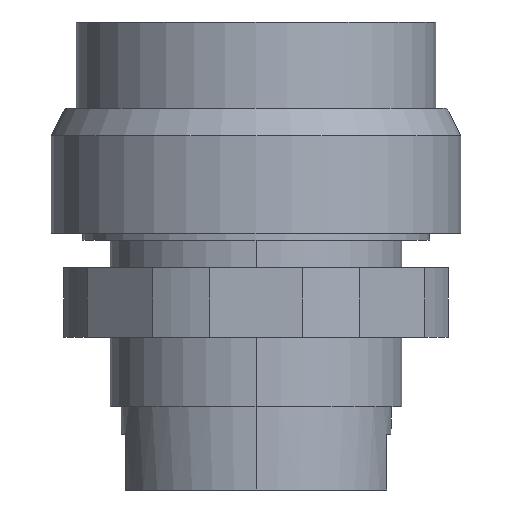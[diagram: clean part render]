
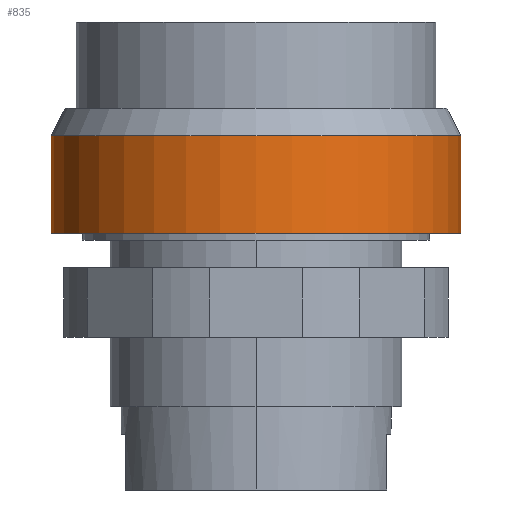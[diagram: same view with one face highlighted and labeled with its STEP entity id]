
A CAD part, front view. The second image highlights one B-rep face of the part: STEP entity #835.
In plain terms, the highlighted cylindrical face has radius 14.75 mm (diameter 29.5 mm), a partial arc.
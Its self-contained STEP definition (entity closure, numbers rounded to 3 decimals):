
#657=CARTESIAN_POINT('',(14.75,-12.25,7.5));
#658=VERTEX_POINT('',#657);
#676=CARTESIAN_POINT('',(-14.75,-12.25,7.5));
#677=VERTEX_POINT('',#676);
#684=CARTESIAN_POINT('',(0.0,-12.25,7.5));
#685=DIRECTION('',(0.0,0.0,1.0));
#686=DIRECTION('',(1.0,0.0,0.0));
#687=AXIS2_PLACEMENT_3D('',#684,#685,#686);
#688=CIRCLE('',#687,14.75);
#689=EDGE_CURVE('',#677,#658,#688,.T.);
#786=CARTESIAN_POINT('',(14.75,-12.25,0.5));
#787=VERTEX_POINT('',#786);
#788=CARTESIAN_POINT('',(14.75,-12.25,0.5));
#789=DIRECTION('',(0.0,0.0,1.0));
#790=VECTOR('',#789,7.0);
#791=LINE('',#788,#790);
#792=EDGE_CURVE('',#787,#658,#791,.T.);
#811=CARTESIAN_POINT('',(0.0,-12.25,0.5));
#812=DIRECTION('',(0.0,0.,1.0));
#813=DIRECTION('',(1.0,0.0,0.0));
#814=AXIS2_PLACEMENT_3D('',#811,#812,#813);
#815=CYLINDRICAL_SURFACE('',#814,14.75);
#816=ORIENTED_EDGE('',*,*,#689,.F.);
#817=CARTESIAN_POINT('',(-14.75,-12.25,0.5));
#818=VERTEX_POINT('',#817);
#819=CARTESIAN_POINT('',(-14.75,-12.25,0.5));
#820=DIRECTION('',(0.0,0.0,1.0));
#821=VECTOR('',#820,7.0);
#822=LINE('',#819,#821);
#823=EDGE_CURVE('',#818,#677,#822,.T.);
#824=ORIENTED_EDGE('',*,*,#823,.F.);
#825=CARTESIAN_POINT('',(0.0,-12.25,0.5));
#826=DIRECTION('',(0.0,0.0,-1.0));
#827=DIRECTION('',(1.0,0.0,0.0));
#828=AXIS2_PLACEMENT_3D('',#825,#826,#827);
#829=CIRCLE('',#828,14.75);
#830=EDGE_CURVE('',#787,#818,#829,.T.);
#831=ORIENTED_EDGE('',*,*,#830,.F.);
#832=ORIENTED_EDGE('',*,*,#792,.T.);
#833=EDGE_LOOP('',(#816,#824,#831,#832));
#834=FACE_OUTER_BOUND('',#833,.T.);
#835=ADVANCED_FACE('',(#834),#815,.T.);
